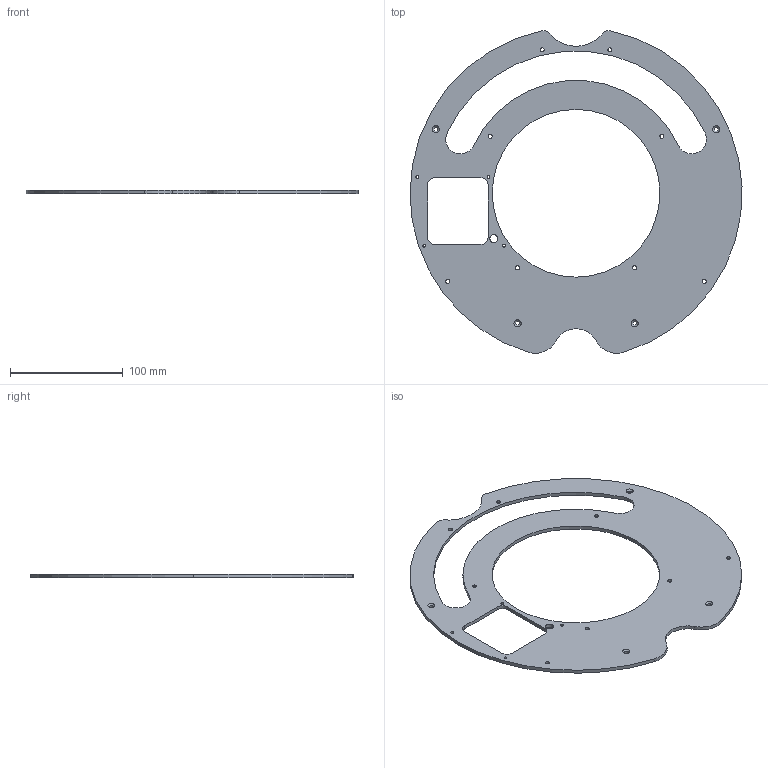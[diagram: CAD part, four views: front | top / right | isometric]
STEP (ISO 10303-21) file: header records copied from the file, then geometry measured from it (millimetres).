
FILE_DESCRIPTION (( 'STEP AP203' ), '1' );
FILE_NAME ('014845_GEO_A FOR REFRENCE ONLY.STEP', '2017-11-02T21:53:31', ( '' ), ( '' ), 'SwSTEP 2.0', 'SolidWorks 2016', '' );
FILE_SCHEMA (( 'CONFIG_CONTROL_DESIGN' ));
Length unit declared in the file: millimetre
Products named in the file (1): 014845_GEO_A FOR REFRENCE ONLY
Bounding box: 293.88 x 285.63 x 3.17 mm (x, y, z)
Volume: 121744.7 mm3; surface area: 84363.2 mm2
Topology: 1 solids, 1 shells, 85 faces, 225 edges, 142 vertices
Faces by surface type: cylinder 55, cone 24, plane 6
Entity records: 2838 total; most frequent: DIRECTION 531, CARTESIAN_POINT 453, ORIENTED_EDGE 450, EDGE_CURVE 225, AXIS2_PLACEMENT_3D 220, VERTEX_POINT 142, CIRCLE 134, EDGE_LOOP 125
